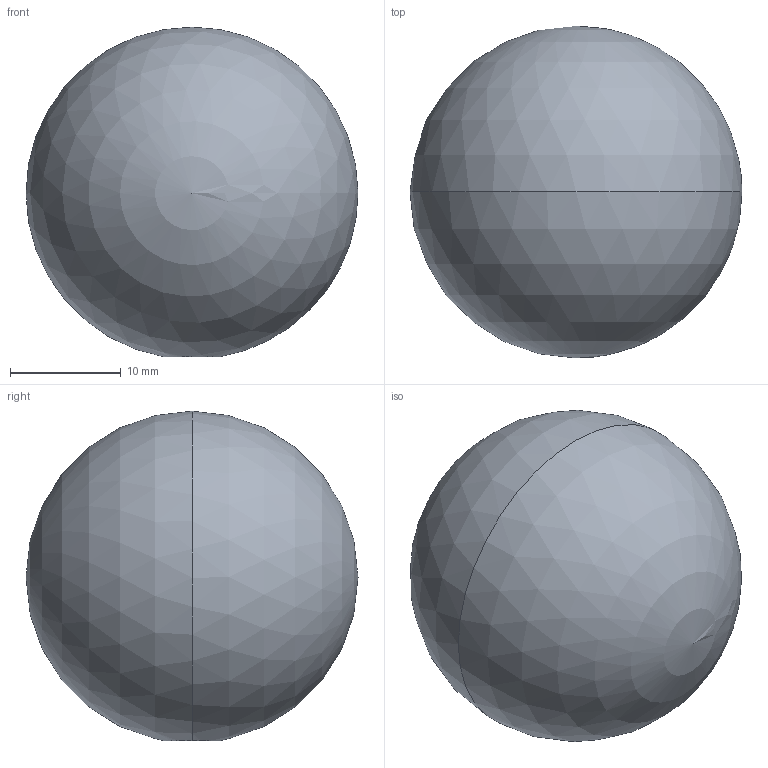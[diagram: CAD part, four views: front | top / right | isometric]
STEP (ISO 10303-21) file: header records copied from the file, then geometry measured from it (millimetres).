
FILE_DESCRIPTION (( 'STEP AP203' ), '1' );
FILE_NAME ('mass_Default_sldprt.STEP', '2019-08-22T12:27:22', ( '' ), ( '' ), 'SwSTEP 2.0', 'SolidWorks 2018', '' );
FILE_SCHEMA (( 'CONFIG_CONTROL_DESIGN' ));
Length unit declared in the file: metre
Products named in the file (1): mass_Default_sldprt
Bounding box: 30 x 30 x 29.79 mm (x, y, z)
Volume: 13844.7 mm3; surface area: 3059.6 mm2
Topology: 1 solids, 1 shells, 5 faces, 13 edges, 8 vertices
Faces by surface type: cylinder 2, sphere 2, plane 1
Entity records: 197 total; most frequent: DIRECTION 26, CARTESIAN_POINT 19, ORIENTED_EDGE 16, AXIS2_PLACEMENT_3D 12, PERSON_AND_ORGANIZATION 8, EDGE_CURVE 8, CIRCLE 6, COORDINATED_UNIVERSAL_TIME_OFFSET 5
